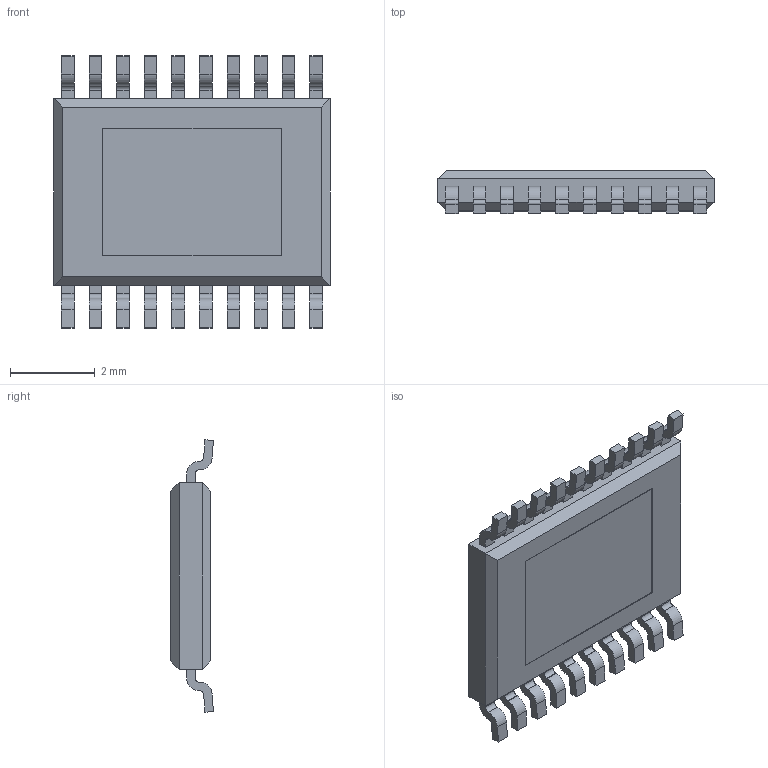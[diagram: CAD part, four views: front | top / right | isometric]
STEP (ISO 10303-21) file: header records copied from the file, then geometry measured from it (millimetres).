
FILE_DESCRIPTION (( 'STEP AP214' ), '1' );
FILE_NAME ('User Library-HTSSOP20.STEP', '2015-10-12T01:26:32', ( 'Windows User' ), ( '' ), 'SwSTEP 2.0', 'SolidWorks 2015', '' );
FILE_SCHEMA (( 'AUTOMOTIVE_DESIGN' ));
Length unit declared in the file: millimetre
Products named in the file (1): User Library-HTSSOP20
Bounding box: 6.5 x 1.01 x 6.41 mm (x, y, z)
Volume: 27.6 mm3; surface area: 98.8 mm2
Topology: 1 solids, 1 shells, 390 faces, 1057 edges, 702 vertices
Faces by surface type: plane 249, cylinder 82, bspline 59
Entity records: 19481 total; most frequent: CARTESIAN_POINT 5625, ORIENTED_EDGE 2114, DIRECTION 1767, EDGE_CURVE 1057, VECTOR 775, LINE 775, VERTEX_POINT 702, AXIS2_PLACEMENT_3D 496
